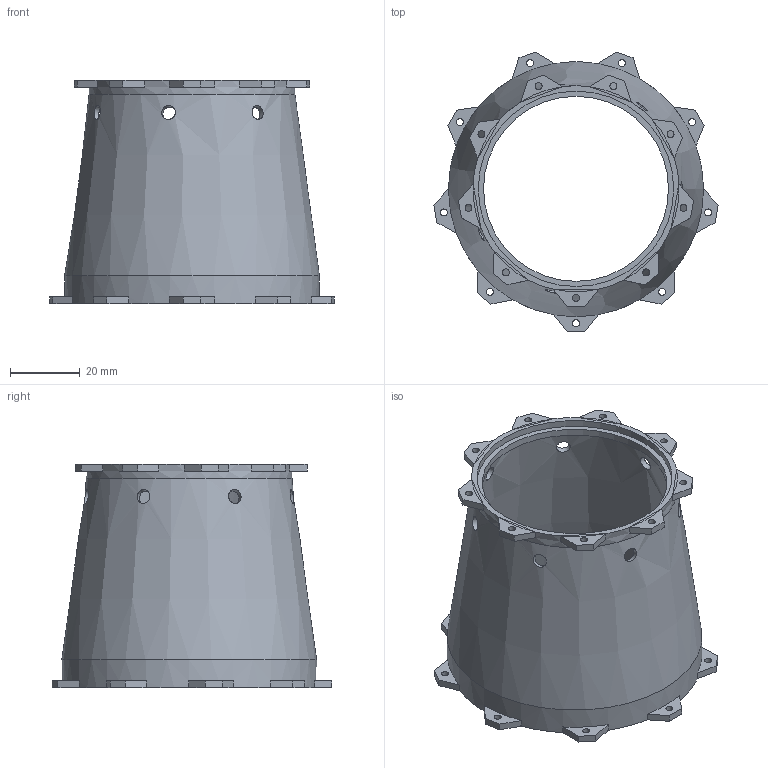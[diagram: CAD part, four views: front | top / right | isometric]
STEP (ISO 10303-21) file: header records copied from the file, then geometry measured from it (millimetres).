
FILE_DESCRIPTION(('FreeCAD Model'),'2;1');
FILE_NAME('Open CASCADE Shape Model','2024-05-10T09:02:41',('Author'),( ''),'Open CASCADE STEP processor 7.6','FreeCAD','Unknown');
FILE_SCHEMA(('AUTOMOTIVE_DESIGN { 1 0 10303 214 1 1 1 1 }'));
Length unit declared in the file: millimetre
Products named in the file (2): Combustion-Chamber-Outer-Part; Body059
Assembly tree (1 placements, depth 2):
  Combustion-Chamber-Outer-Part
    Body059
Bounding box: 81.46 x 80.22 x 64 mm (x, y, z)
Volume: 21268.5 mm3; surface area: 29058.5 mm2
Topology: 1 solids, 1 shells, 144 faces, 353 edges, 211 vertices
Faces by surface type: plane 112, cylinder 30, cone 2
Full cylindrical faces by diameter (mm): 2 x18, 4 x7, 53 x1, 56 x1, 59 x1, 70 x1, 73 x1
Entity records: 6104 total; most frequent: CARTESIAN_POINT 2550, DIRECTION 730, ORIENTED_EDGE 706, EDGE_CURVE 353, AXIS2_PLACEMENT_3D 249, LINE 232, VECTOR 232, VERTEX_POINT 211
